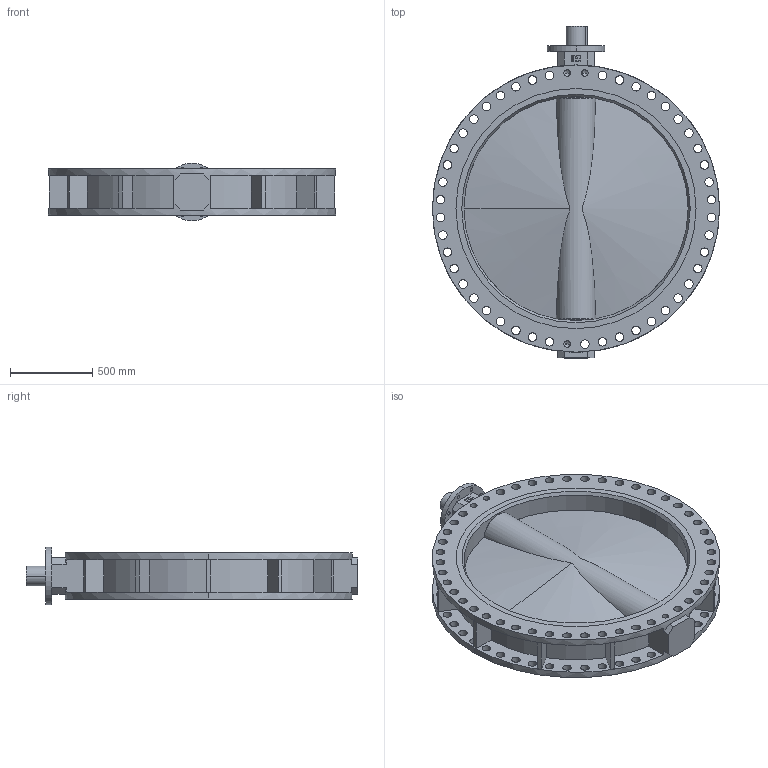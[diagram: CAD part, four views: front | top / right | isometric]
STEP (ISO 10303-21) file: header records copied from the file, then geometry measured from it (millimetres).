
FILE_DESCRIPTION (( 'STEP AP214' ), '1' );
FILE_NAME ('D41400._A.step', '2013-07-30T15:19:59', ( 'mbuehlmann' ), ( '' ), 'SwSTEP 2.0', 'SolidWorks 2012', '' );
FILE_SCHEMA (( 'AUTOMOTIVE_DESIGN' ));
Length unit declared in the file: millimetre
Products named in the file (6): ia-Logo40; ia-scheibe250_ia-scheibe1400; ia-Dichtungbasic_Dichtung1400; ia-Keil_ia-Keil1400; BO.D41400._A; D41400._A
Assembly tree (5 placements, depth 2):
  D41400._A
    BO.D41400._A
    ia-Keil_ia-Keil1400
    ia-Dichtungbasic_Dichtung1400
    ia-scheibe250_ia-scheibe1400
    ia-Logo40
Bounding box: 1746 x 2018 x 350 mm (x, y, z)
Volume: 284413284.8 mm3; surface area: 13158938.1 mm2
Topology: 5 solids, 5 shells, 365 faces, 1035 edges, 674 vertices
Faces by surface type: cylinder 236, plane 89, cone 28, torus 10, sphere 2
Entity records: 13182 total; most frequent: CARTESIAN_POINT 2586, DIRECTION 2248, ORIENTED_EDGE 2040, EDGE_CURVE 1020, AXIS2_PLACEMENT_3D 887, VERTEX_POINT 673, EDGE_LOOP 573, CIRCLE 514
